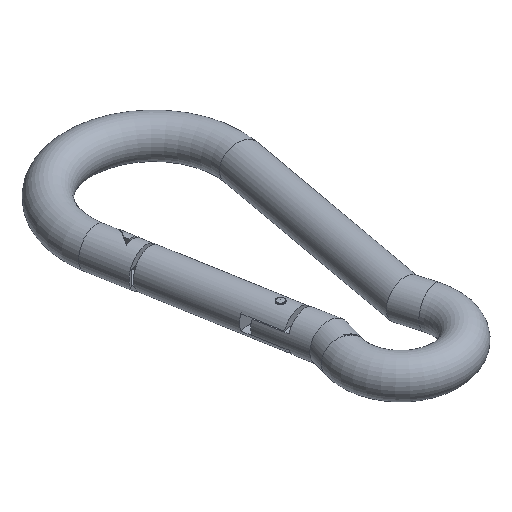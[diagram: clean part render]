
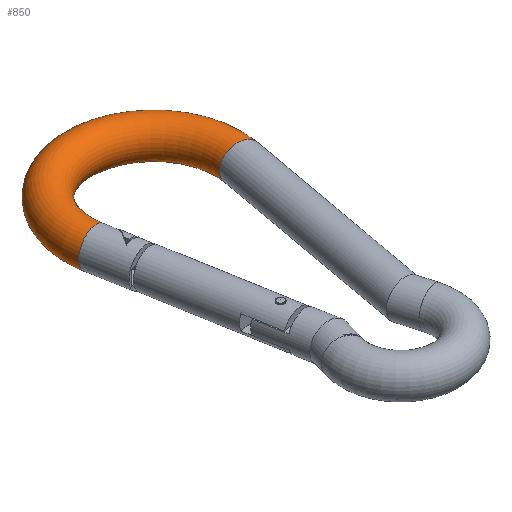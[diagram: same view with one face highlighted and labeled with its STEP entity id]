
A CAD part, isometric view. The second image highlights one B-rep face of the part: STEP entity #850.
In plain terms, the highlighted toroidal (fillet/blend) face has major radius 15.915 mm and minor radius 3.885 mm.
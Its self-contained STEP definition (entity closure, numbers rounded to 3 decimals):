
#242=TOROIDAL_SURFACE('',#1053,15.915,3.885);
#277=FACE_OUTER_BOUND('',#329,.T.);
#329=EDGE_LOOP('',(#747,#748,#749,#750,#751));
#363=CIRCLE('',#1023,3.885);
#371=CIRCLE('',#1047,3.885);
#372=CIRCLE('',#1052,3.885);
#373=CIRCLE('',#1054,12.03);
#417=VERTEX_POINT('',#1580);
#444=VERTEX_POINT('',#1650);
#445=VERTEX_POINT('',#1651);
#517=EDGE_CURVE('',#417,#417,#363,.T.);
#553=EDGE_CURVE('',#444,#445,#371,.T.);
#559=EDGE_CURVE('',#445,#444,#372,.T.);
#560=EDGE_CURVE('',#444,#417,#373,.T.);
#747=ORIENTED_EDGE('',*,*,#553,.F.);
#748=ORIENTED_EDGE('',*,*,#560,.T.);
#749=ORIENTED_EDGE('',*,*,#517,.T.);
#750=ORIENTED_EDGE('',*,*,#560,.F.);
#751=ORIENTED_EDGE('',*,*,#559,.F.);
#850=ADVANCED_FACE('',(#277),#242,.T.);
#1023=AXIS2_PLACEMENT_3D('',#1581,#1207,#1208);
#1047=AXIS2_PLACEMENT_3D('',#1652,#1274,#1275);
#1052=AXIS2_PLACEMENT_3D('',#1662,#1285,#1286);
#1053=AXIS2_PLACEMENT_3D('',#1663,#1287,#1288);
#1054=AXIS2_PLACEMENT_3D('',#1664,#1289,#1290);
#1207=DIRECTION('center_axis',(-0.179,0.984,0.));
#1208=DIRECTION('ref_axis',(0.,0.,-1.));
#1274=DIRECTION('center_axis',(-0.179,-0.984,0.));
#1275=DIRECTION('ref_axis',(0.,0.,-1.));
#1285=DIRECTION('center_axis',(-0.179,-0.984,0.));
#1286=DIRECTION('ref_axis',(0.,0.,-1.));
#1287=DIRECTION('center_axis',(0.,0.,-1.));
#1288=DIRECTION('ref_axis',(0.,1.,0.));
#1289=DIRECTION('center_axis',(0.,0.,1.));
#1290=DIRECTION('ref_axis',(0.,1.,0.));
#1580=CARTESIAN_POINT('',(-11.835,-2.155,0.));
#1581=CARTESIAN_POINT('Origin',(-15.657,-2.852,0.));
#1650=CARTESIAN_POINT('',(11.835,-2.155,0.));
#1651=CARTESIAN_POINT('',(19.48,-3.548,0.));
#1652=CARTESIAN_POINT('Origin',(15.657,-2.852,0.));
#1662=CARTESIAN_POINT('Origin',(15.657,-2.852,0.));
#1663=CARTESIAN_POINT('Origin',(0.,0.,0.));
#1664=CARTESIAN_POINT('Origin',(0.,0.,0.));
